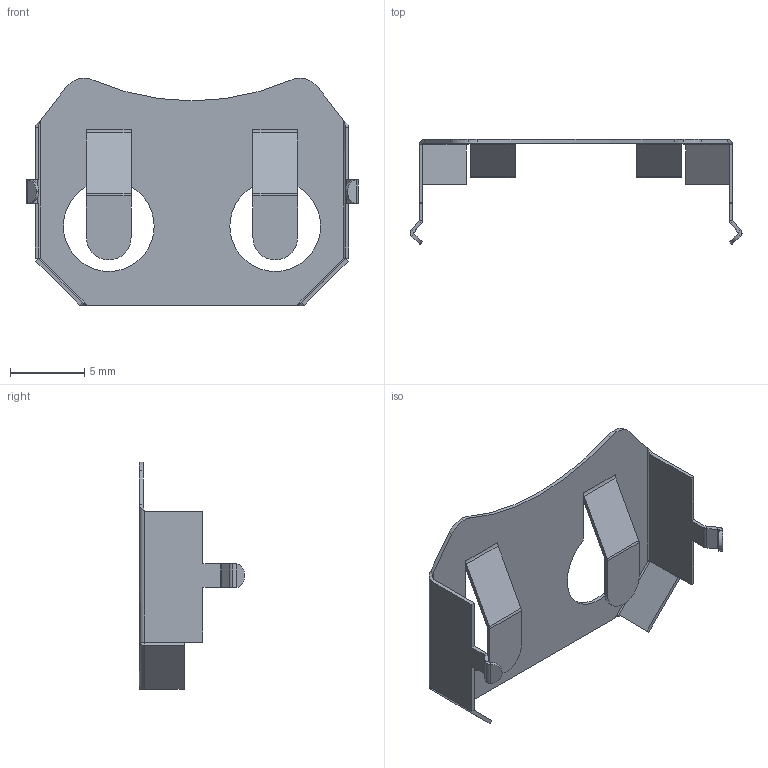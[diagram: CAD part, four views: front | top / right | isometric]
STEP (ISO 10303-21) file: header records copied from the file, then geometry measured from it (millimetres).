
FILE_DESCRIPTION (( 'STEP AP214' ), '1' );
FILE_NAME ('BK-913.STEP', '2024-09-21T00:15:59', ( '' ), ( '' ), 'SwSTEP 2.0', 'SolidWorks 2021', '' );
FILE_SCHEMA (( 'AUTOMOTIVE_DESIGN' ));
Length unit declared in the file: inch
Products named in the file (1): BK-913
Bounding box: 22.3 x 7.06 x 15.29 mm (x, y, z)
Volume: 90.8 mm3; surface area: 776.3 mm2
Topology: 1 solids, 1 shells, 149 faces, 350 edges, 204 vertices
Faces by surface type: plane 98, cylinder 43, bspline 8
Entity records: 4414 total; most frequent: CARTESIAN_POINT 1012, ORIENTED_EDGE 700, DIRECTION 680, EDGE_CURVE 350, LINE 256, VECTOR 256, AXIS2_PLACEMENT_3D 212, VERTEX_POINT 204
